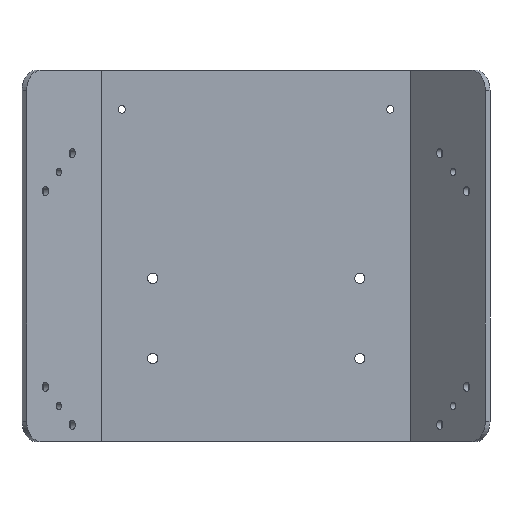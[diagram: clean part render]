
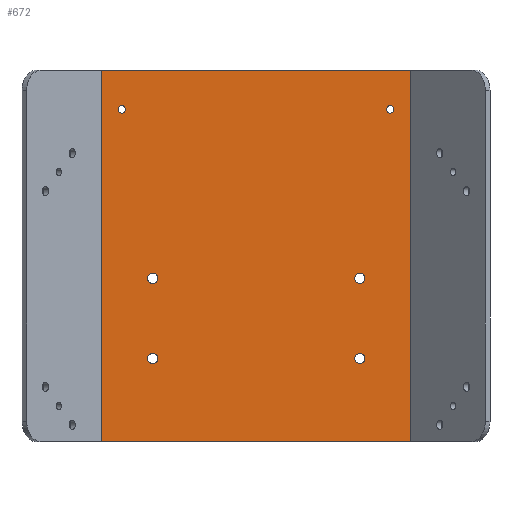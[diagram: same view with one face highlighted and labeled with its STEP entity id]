
A CAD part, top view. The second image highlights one B-rep face of the part: STEP entity #672.
In plain terms, the highlighted planar face has unit normal (0, 0, 1).
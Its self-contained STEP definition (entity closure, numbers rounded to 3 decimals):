
#21=FACE_BOUND('',#113,.T.);
#22=FACE_BOUND('',#114,.T.);
#23=FACE_BOUND('',#115,.T.);
#24=FACE_BOUND('',#116,.T.);
#25=FACE_BOUND('',#117,.T.);
#26=FACE_BOUND('',#118,.T.);
#54=PLANE('',#742);
#74=FACE_OUTER_BOUND('',#112,.T.);
#112=EDGE_LOOP('',(#517,#518,#519,#520));
#113=EDGE_LOOP('',(#521));
#114=EDGE_LOOP('',(#522));
#115=EDGE_LOOP('',(#523));
#116=EDGE_LOOP('',(#524));
#117=EDGE_LOOP('',(#525));
#118=EDGE_LOOP('',(#526));
#171=LINE('',#1027,#217);
#182=LINE('',#1073,#228);
#184=LINE('',#1085,#230);
#185=LINE('',#1086,#231);
#217=VECTOR('',#821,10.);
#228=VECTOR('',#872,10.);
#230=VECTOR('',#884,10.);
#231=VECTOR('',#885,10.);
#253=CIRCLE('',#706,4.5);
#256=CIRCLE('',#710,4.5);
#277=CIRCLE('',#743,6.225);
#278=CIRCLE('',#744,6.225);
#279=CIRCLE('',#745,6.225);
#280=CIRCLE('',#746,6.225);
#299=VERTEX_POINT('',#989);
#302=VERTEX_POINT('',#997);
#313=VERTEX_POINT('',#1024);
#314=VERTEX_POINT('',#1026);
#329=VERTEX_POINT('',#1072);
#334=VERTEX_POINT('',#1084);
#335=VERTEX_POINT('',#1087);
#336=VERTEX_POINT('',#1089);
#337=VERTEX_POINT('',#1091);
#338=VERTEX_POINT('',#1093);
#361=EDGE_CURVE('',#299,#299,#253,.T.);
#366=EDGE_CURVE('',#302,#302,#256,.T.);
#379=EDGE_CURVE('',#313,#314,#171,.T.);
#402=EDGE_CURVE('',#329,#314,#182,.T.);
#408=EDGE_CURVE('',#334,#313,#184,.T.);
#409=EDGE_CURVE('',#334,#329,#185,.T.);
#410=EDGE_CURVE('',#335,#335,#277,.T.);
#411=EDGE_CURVE('',#336,#336,#278,.T.);
#412=EDGE_CURVE('',#337,#337,#279,.T.);
#413=EDGE_CURVE('',#338,#338,#280,.T.);
#517=ORIENTED_EDGE('',*,*,#408,.F.);
#518=ORIENTED_EDGE('',*,*,#409,.T.);
#519=ORIENTED_EDGE('',*,*,#402,.T.);
#520=ORIENTED_EDGE('',*,*,#379,.F.);
#521=ORIENTED_EDGE('',*,*,#361,.T.);
#522=ORIENTED_EDGE('',*,*,#366,.T.);
#523=ORIENTED_EDGE('',*,*,#410,.T.);
#524=ORIENTED_EDGE('',*,*,#411,.T.);
#525=ORIENTED_EDGE('',*,*,#412,.T.);
#526=ORIENTED_EDGE('',*,*,#413,.T.);
#672=ADVANCED_FACE('',(#74,#21,#22,#23,#24,#25,#26),#54,.T.);
#706=AXIS2_PLACEMENT_3D('',#990,#787,#788);
#710=AXIS2_PLACEMENT_3D('',#999,#797,#798);
#742=AXIS2_PLACEMENT_3D('',#1083,#882,#883);
#743=AXIS2_PLACEMENT_3D('',#1088,#886,#887);
#744=AXIS2_PLACEMENT_3D('',#1090,#888,#889);
#745=AXIS2_PLACEMENT_3D('',#1092,#890,#891);
#746=AXIS2_PLACEMENT_3D('',#1094,#892,#893);
#787=DIRECTION('center_axis',(0.,0.,-1.));
#788=DIRECTION('ref_axis',(-1.,0.,0.));
#797=DIRECTION('center_axis',(0.,0.,-1.));
#798=DIRECTION('ref_axis',(-1.,0.,0.));
#821=DIRECTION('',(1.,0.,0.));
#872=DIRECTION('',(0.,1.,0.));
#882=DIRECTION('center_axis',(0.,0.,1.));
#883=DIRECTION('ref_axis',(1.,0.,0.));
#884=DIRECTION('',(0.,1.,0.));
#885=DIRECTION('',(1.,0.,0.));
#886=DIRECTION('center_axis',(0.,0.,-1.));
#887=DIRECTION('ref_axis',(1.,0.,0.));
#888=DIRECTION('center_axis',(0.,0.,-1.));
#889=DIRECTION('ref_axis',(1.,0.,0.));
#890=DIRECTION('center_axis',(0.,0.,-1.));
#891=DIRECTION('ref_axis',(1.,0.,0.));
#892=DIRECTION('center_axis',(0.,0.,-1.));
#893=DIRECTION('ref_axis',(1.,0.,0.));
#989=CARTESIAN_POINT('',(-158.,192.5,692.5));
#990=CARTESIAN_POINT('Origin',(-162.5,192.5,692.5));
#997=CARTESIAN_POINT('',(167.,192.5,692.5));
#999=CARTESIAN_POINT('Origin',(162.5,192.5,692.5));
#1024=CARTESIAN_POINT('',(-187.3,240.,692.5));
#1026=CARTESIAN_POINT('',(187.3,240.,692.5));
#1027=CARTESIAN_POINT('',(-160.936,240.,692.5));
#1072=CARTESIAN_POINT('',(187.3,-210.,692.5));
#1073=CARTESIAN_POINT('',(187.3,-260.,692.5));
#1083=CARTESIAN_POINT('Origin',(-187.3,-210.,692.5));
#1084=CARTESIAN_POINT('',(-187.3,-210.,692.5));
#1085=CARTESIAN_POINT('',(-187.3,-260.,692.5));
#1086=CARTESIAN_POINT('',(-175.,-210.,692.5));
#1087=CARTESIAN_POINT('',(119.5,-12.,692.5));
#1088=CARTESIAN_POINT('Origin',(125.725,-12.,692.5));
#1089=CARTESIAN_POINT('',(-131.233,-12.,692.5));
#1090=CARTESIAN_POINT('Origin',(-125.008,-12.,692.5));
#1091=CARTESIAN_POINT('',(119.5,-109.,692.5));
#1092=CARTESIAN_POINT('Origin',(125.725,-109.,692.5));
#1093=CARTESIAN_POINT('',(-131.225,-109.,692.5));
#1094=CARTESIAN_POINT('Origin',(-125.,-109.,692.5));
